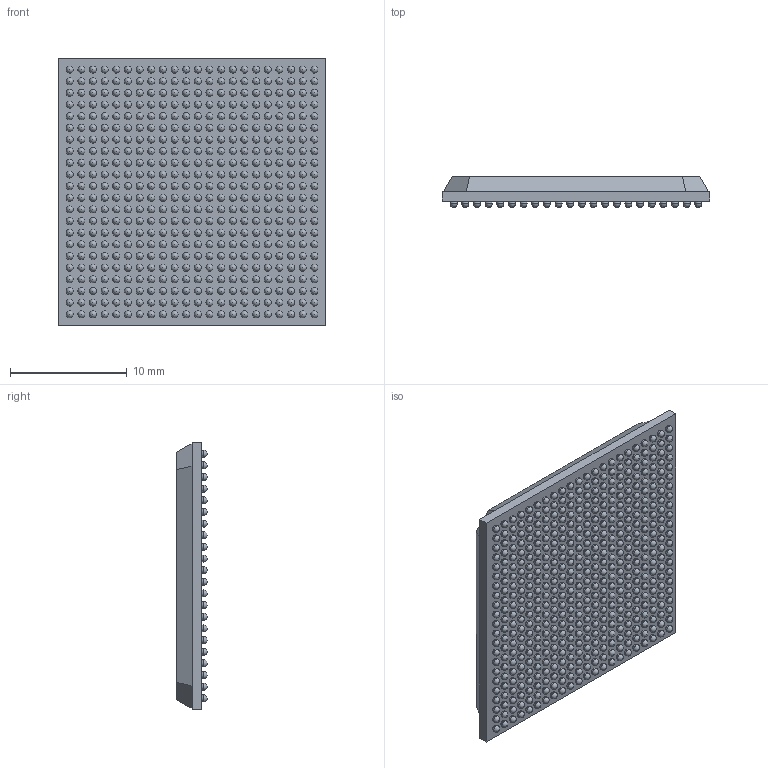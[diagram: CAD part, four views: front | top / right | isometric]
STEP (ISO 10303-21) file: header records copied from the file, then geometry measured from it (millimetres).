
FILE_DESCRIPTION (( 'STEP AP214' ), '1' );
FILE_NAME ('XC7A100T-1FGG484C.STEP', '2020-06-23T19:56:42', ( '' ), ( '' ), 'SwSTEP 2.0', 'SolidWorks 2017', '' );
FILE_SCHEMA (( 'AUTOMOTIVE_DESIGN' ));
Length unit declared in the file: millimetre
Products named in the file (1): XC7A100T-1FGG484C
Bounding box: 23 x 2.6 x 23 mm (x, y, z)
Volume: 1095.3 mm3; surface area: 1731.9 mm2
Topology: 487 solids, 487 shells, 1486 faces, 3944 edges, 2952 vertices
Faces by surface type: sphere 968, plane 512, cylinder 6
Entity records: 39196 total; most frequent: DIRECTION 6930, CARTESIAN_POINT 5479, ORIENTED_EDGE 4016, AXIS2_PLACEMENT_3D 3435, EDGE_CURVE 2008, VERTEX_POINT 1984, EDGE_LOOP 1974, CIRCLE 1948
